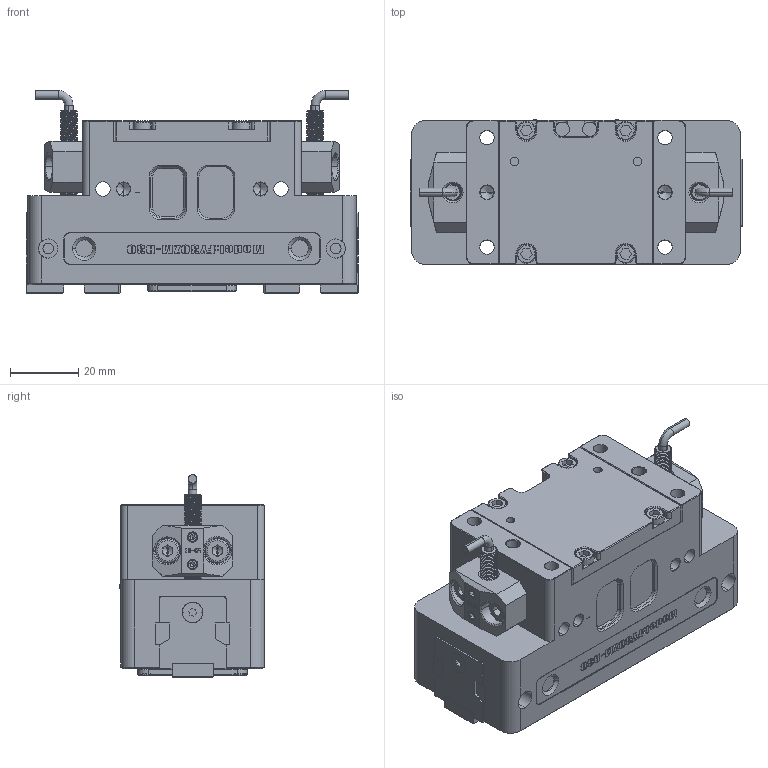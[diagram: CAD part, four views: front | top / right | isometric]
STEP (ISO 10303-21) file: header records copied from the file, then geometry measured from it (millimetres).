
FILE_DESCRIPTION (( 'STEP AP203' ), '1' );
FILE_NAME ('导轨款两爪D30薄款总成.STEP', '2020-02-14T04:28:59', ( 'User' ), ( 'Microsoft' ), 'SwSTEP 2.0', 'SolidWorks 2015', '' );
FILE_SCHEMA (( 'CONFIG_CONTROL_DESIGN' ));
Length unit declared in the file: millimetre
Products named in the file (22): 导轨款两爪D30后盖标准款; 导轨两爪D30防尘罩标准款; 諉輪羲壽M5; hexagon socket head cap screws gb_GB_FASTENER_SCREWS_HSHCS M4X8-N; 导轨款两爪D30封盖标准款 - 2; hex socket set screws with flat point gb_GB_FASTENER_SCREWS_HSFP M3X5-N; 导轨款两爪D30壳体标准款; 6X6润滑脂嘴体; D30覃誹蹟隊梓袧遴; 导轨款两爪D30导轨标准款; 钢球; hexagon socket head cap screws gb_GB_FASTENER_SCREWS_HSHCS M3X10-N; 导轨式两爪D30滑块标准款; 6X6润滑脂总成; hex socket set screws with flat point gb_GB_FASTENER_SCREWS_HSFP M3X8-N; 导轨款两爪D30前盖标准款; 3.175; 导轨款两爪D30封盖标准款; hexagon socket countersunk head screws gb_GB_FASTENER_SCREWS_HSCHS M3X8-N; 导轨款两爪D30薄款总成; 情芛蹟隊M3X12梓袧遴; 接近开关安装支架标准款
Assembly tree (50 placements, depth 3):
  导轨款两爪D30薄款总成
    导轨款两爪D30壳体标准款
    导轨款两爪D30导轨标准款  x2
    导轨式两爪D30滑块标准款  x2
    导轨款两爪D30前盖标准款
    hexagon socket countersunk head screws gb_GB_FASTENER_SCREWS_HSCHS M3X8-N  x4
    接近开关安装支架标准款  x2
    导轨两爪D30防尘罩标准款  x2
    hexagon socket head cap screws gb_GB_FASTENER_SCREWS_HSHCS M4X8-N  x4
    hex socket set screws with flat point gb_GB_FASTENER_SCREWS_HSFP M3X5-N  x4
    D30覃誹蹟隊梓袧遴  x2
    hexagon socket head cap screws gb_GB_FASTENER_SCREWS_HSHCS M3X10-N  x2
    hex socket set screws with flat point gb_GB_FASTENER_SCREWS_HSFP M3X8-N  x10
    导轨款两爪D30封盖标准款
    情芛蹟隊M3X12梓袧遴  x4
    导轨款两爪D30后盖标准款
    諉輪羲壽M5  x2
    导轨款两爪D30封盖标准款 - 2
    6X6润滑脂总成  x2
      6X6润滑脂嘴体
      钢球
    3.175
Bounding box: 97 x 42.33 x 59.25 mm (x, y, z)
Volume: 155481.1 mm3; surface area: 68803.1 mm2
Topology: 50 solids, 50 shells, 2953 faces, 7537 edges, 4765 vertices
Faces by surface type: plane 1477, cylinder 607, bspline 461, cone 366, torus 36, sphere 6
Entity records: 95509 total; most frequent: CARTESIAN_POINT 44453, ORIENTED_EDGE 10730, DIRECTION 8455, EDGE_CURVE 5365, VECTOR 3505, LINE 3505, VERTEX_POINT 3463, AXIS2_PLACEMENT_3D 2475
